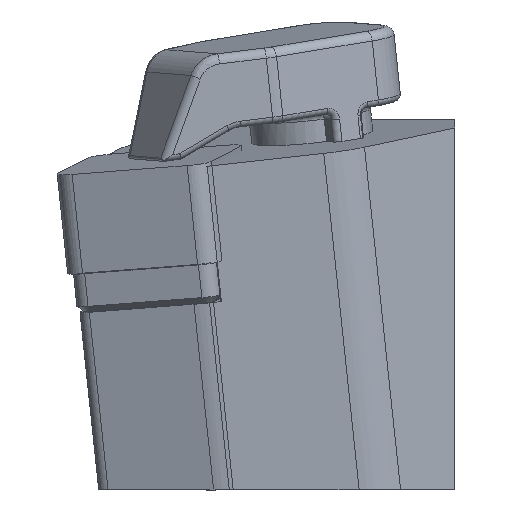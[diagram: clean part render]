
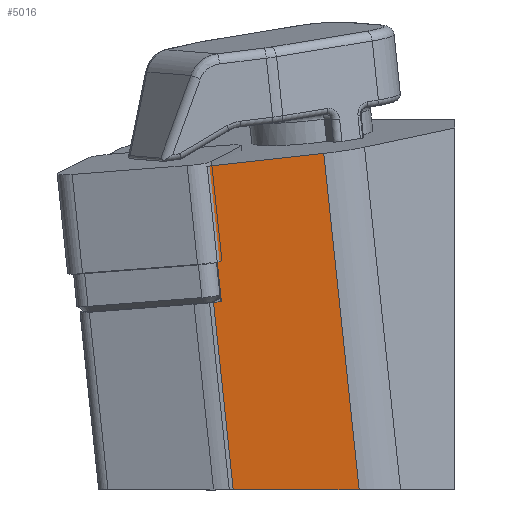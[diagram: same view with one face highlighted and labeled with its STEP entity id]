
A CAD part, left-side view. The second image highlights one B-rep face of the part: STEP entity #5016.
In plain terms, the highlighted planar face has unit normal (-0.993, -0.062, -0.098).
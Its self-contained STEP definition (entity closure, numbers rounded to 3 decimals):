
#52 = CARTESIAN_POINT ( 'NONE',  ( -137.455, 27.314, 237.527 ) ) ;
#317 = FACE_OUTER_BOUND ( 'NONE', #4413, .T. ) ;
#422 = CARTESIAN_POINT ( 'NONE',  ( -136.942, 17.404, 238.623 ) ) ;
#622 = DIRECTION ( 'NONE',  ( 0.051, -0.993, 0.11 ) ) ;
#819 = CARTESIAN_POINT ( 'NONE',  ( -112.4, -16.496, 12.395 ) ) ;
#951 = DIRECTION ( 'NONE',  ( 0.105, -0.104, -0.989 ) ) ;
#1179 = VECTOR ( 'NONE', #7933, 1000. ) ;
#1316 = VECTOR ( 'NONE', #622, 1000. ) ;
#1341 = ORIENTED_EDGE ( 'NONE', *, *, #1692, .F. ) ;
#1628 = EDGE_CURVE ( 'NONE', #2601, #3786, #6269, .T. ) ;
#1692 = EDGE_CURVE ( 'NONE', #3189, #6442, #4216, .T. ) ;
#1851 = CARTESIAN_POINT ( 'NONE',  ( -112.292, 2.289, -0.568 ) ) ;
#1899 = DIRECTION ( 'NONE',  ( 0.993, 0.062, 0.098 ) ) ;
#1921 = DIRECTION ( 'NONE',  ( 0.099, 0., -0.995 ) ) ;
#2250 = ORIENTED_EDGE ( 'NONE', *, *, #3154, .F. ) ;
#2495 = VERTEX_POINT ( 'NONE', #7445 ) ;
#2517 = VECTOR ( 'NONE', #6096, 1000. ) ;
#2601 = VERTEX_POINT ( 'NONE', #5054 ) ;
#2788 = DIRECTION ( 'NONE',  ( 0.105, -0.104, -0.989 ) ) ;
#2877 = VERTEX_POINT ( 'NONE', #5754 ) ;
#3082 = ORIENTED_EDGE ( 'NONE', *, *, #4736, .T. ) ;
#3154 = EDGE_CURVE ( 'NONE', #3786, #3189, #4167, .T. ) ;
#3189 = VERTEX_POINT ( 'NONE', #5597 ) ;
#3450 = VECTOR ( 'NONE', #951, 1000. ) ;
#3487 = AXIS2_PLACEMENT_3D ( 'NONE', #52, #1899, #1921 ) ;
#3492 = ORIENTED_EDGE ( 'NONE', *, *, #1628, .F. ) ;
#3786 = VERTEX_POINT ( 'NONE', #5926 ) ;
#3813 = VECTOR ( 'NONE', #7566, 1000. ) ;
#4167 = LINE ( 'NONE', #4913, #2517 ) ;
#4216 = LINE ( 'NONE', #819, #3813 ) ;
#4232 = LINE ( 'NONE', #422, #3450 ) ;
#4316 = CARTESIAN_POINT ( 'NONE',  ( -112.917, -6.49, 11.289 ) ) ;
#4413 = EDGE_LOOP ( 'NONE', ( #3492, #3082, #6538, #5085, #1341, #2250 ) ) ;
#4736 = EDGE_CURVE ( 'NONE', #2601, #2877, #5464, .T. ) ;
#4773 = CARTESIAN_POINT ( 'NONE',  ( -109.628, -16.62, -15.5 ) ) ;
#4913 = CARTESIAN_POINT ( 'NONE',  ( -114.079, 3.467, 16.719 ) ) ;
#5016 = ADVANCED_FACE ( 'NONE', ( #317 ), #6826, .F. ) ;
#5054 = CARTESIAN_POINT ( 'NONE',  ( -112.292, 2.289, -0.568 ) ) ;
#5085 = ORIENTED_EDGE ( 'NONE', *, *, #7257, .F. ) ;
#5269 = VECTOR ( 'NONE', #2788, 1000. ) ;
#5404 = EDGE_CURVE ( 'NONE', #2495, #2877, #6611, .T. ) ;
#5464 = LINE ( 'NONE', #6638, #5269 ) ;
#5597 = CARTESIAN_POINT ( 'NONE',  ( -113.397, 2.789, 10.263 ) ) ;
#5754 = CARTESIAN_POINT ( 'NONE',  ( -110.714, 0.72, -15.5 ) ) ;
#5926 = CARTESIAN_POINT ( 'NONE',  ( -112.259, 1.658, -0.498 ) ) ;
#6096 = DIRECTION ( 'NONE',  ( -0.105, 0.104, 0.989 ) ) ;
#6269 = LINE ( 'NONE', #1851, #1316 ) ;
#6442 = VERTEX_POINT ( 'NONE', #4316 ) ;
#6538 = ORIENTED_EDGE ( 'NONE', *, *, #5404, .F. ) ;
#6611 = LINE ( 'NONE', #4773, #1179 ) ;
#6638 = CARTESIAN_POINT ( 'NONE',  ( -137.455, 27.314, 237.527 ) ) ;
#6826 = PLANE ( 'NONE',  #3487 ) ;
#7257 = EDGE_CURVE ( 'NONE', #6442, #2495, #4232, .T. ) ;
#7445 = CARTESIAN_POINT ( 'NONE',  ( -110.086, -9.305, -15.5 ) ) ;
#7566 = DIRECTION ( 'NONE',  ( 0.051, -0.993, 0.11 ) ) ;
#7933 = DIRECTION ( 'NONE',  ( -0.063, 0.998, 0. ) ) ;
